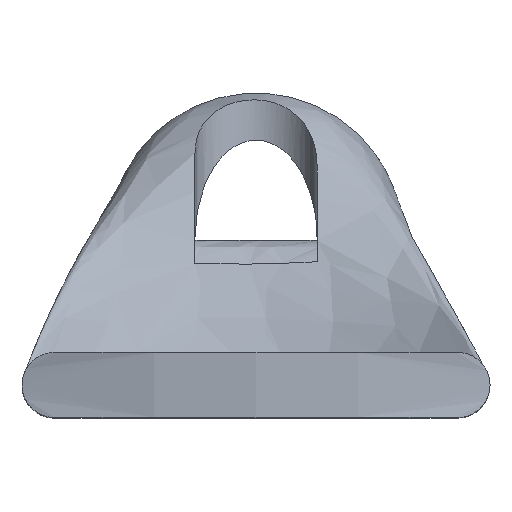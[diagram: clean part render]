
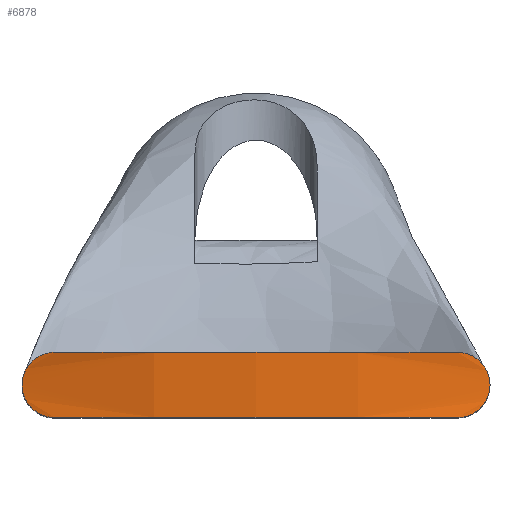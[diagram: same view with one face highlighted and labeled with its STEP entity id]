
A CAD part, top view. The second image highlights one B-rep face of the part: STEP entity #6878.
In plain terms, the highlighted cylindrical face has radius 40 mm (diameter 80 mm), a partial arc.
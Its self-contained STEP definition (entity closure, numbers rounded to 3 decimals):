
#4423=CARTESIAN_POINT('',(-9.9,-5.55,53.256));
#4424=VERTEX_POINT('',#4423);
#4433=CARTESIAN_POINT('',(9.9,-5.55,53.256));
#4434=VERTEX_POINT('',#4433);
#4435=CARTESIAN_POINT('',(0.,-5.55,14.5));
#4436=DIRECTION('',(0.,1.,0.));
#4437=DIRECTION('',(0.288,0.,-0.958));
#4438=AXIS2_PLACEMENT_3D('',#4435,#4436,#4437);
#4439=CIRCLE('',#4438,40.0);
#4440=EDGE_CURVE('',#4424,#4434,#4439,.T.);
#6756=CARTESIAN_POINT('',(9.9,-8.75,53.256));
#6757=VERTEX_POINT('',#6756);
#6764=CARTESIAN_POINT('',(-9.9,-8.75,53.256));
#6765=VERTEX_POINT('',#6764);
#6766=CARTESIAN_POINT('',(0.,-8.75,14.5));
#6767=DIRECTION('',(0.,-1.,0.));
#6768=DIRECTION('',(0.288,0.,-0.958));
#6769=AXIS2_PLACEMENT_3D('',#6766,#6767,#6768);
#6770=CIRCLE('',#6769,40.0);
#6771=EDGE_CURVE('',#6757,#6765,#6770,.T.);
#6791=CARTESIAN_POINT('',(-11.5,-7.15,52.811));
#6792=VERTEX_POINT('',#6791);
#6793=CARTESIAN_POINT('',(-11.5,-7.15,52.811));
#6794=CARTESIAN_POINT('',(-11.5,-6.949,52.811));
#6795=CARTESIAN_POINT('',(-11.46,-6.736,52.823));
#6796=CARTESIAN_POINT('',(-11.299,-6.345,52.871));
#6797=CARTESIAN_POINT('',(-11.178,-6.167,52.907));
#6798=CARTESIAN_POINT('',(-10.896,-5.881,52.988));
#6799=CARTESIAN_POINT('',(-10.715,-5.756,53.039));
#6800=CARTESIAN_POINT('',(-10.318,-5.591,53.147));
#6801=CARTESIAN_POINT('',(-10.102,-5.55,53.204));
#6802=CARTESIAN_POINT('',(-9.9,-5.55,53.256));
#6803=B_SPLINE_CURVE_WITH_KNOTS('',3,(#6793,#6794,#6795,#6796,#6797,#6798,#6799,#6800,#6801,#6802),.UNSPECIFIED.,.F.,.U.,(4,2,2,2,4),(0.98,1.04,1.1,1.163,1.226),.UNSPECIFIED.);
#6804=EDGE_CURVE('',#6792,#4424,#6803,.T.);
#6811=CARTESIAN_POINT('',(-9.9,-8.75,53.256));
#6812=CARTESIAN_POINT('',(-10.102,-8.75,53.204));
#6813=CARTESIAN_POINT('',(-10.318,-8.709,53.147));
#6814=CARTESIAN_POINT('',(-10.715,-8.544,53.039));
#6815=CARTESIAN_POINT('',(-10.896,-8.419,52.988));
#6816=CARTESIAN_POINT('',(-11.178,-8.133,52.907));
#6817=CARTESIAN_POINT('',(-11.299,-7.955,52.871));
#6818=CARTESIAN_POINT('',(-11.46,-7.564,52.823));
#6819=CARTESIAN_POINT('',(-11.5,-7.351,52.811));
#6820=CARTESIAN_POINT('',(-11.5,-7.15,52.811));
#6821=B_SPLINE_CURVE_WITH_KNOTS('',3,(#6811,#6812,#6813,#6814,#6815,#6816,#6817,#6818,#6819,#6820),.UNSPECIFIED.,.F.,.U.,(4,2,2,2,4),(0.734,0.797,0.86,0.92,0.98),.UNSPECIFIED.);
#6822=EDGE_CURVE('',#6765,#6792,#6821,.T.);
#6839=CARTESIAN_POINT('',(0.,-5.55,14.5));
#6840=DIRECTION('',(0.,-1.0,0.0));
#6841=DIRECTION('',(0.288,0.,-0.958));
#6842=AXIS2_PLACEMENT_3D('',#6839,#6840,#6841);
#6843=CYLINDRICAL_SURFACE('',#6842,40.);
#6844=CARTESIAN_POINT('',(11.5,-7.15,52.811));
#6845=VERTEX_POINT('',#6844);
#6846=CARTESIAN_POINT('',(11.5,-7.15,52.811));
#6847=CARTESIAN_POINT('',(11.5,-7.351,52.811));
#6848=CARTESIAN_POINT('',(11.46,-7.564,52.823));
#6849=CARTESIAN_POINT('',(11.299,-7.955,52.871));
#6850=CARTESIAN_POINT('',(11.178,-8.133,52.907));
#6851=CARTESIAN_POINT('',(10.896,-8.419,52.988));
#6852=CARTESIAN_POINT('',(10.715,-8.544,53.039));
#6853=CARTESIAN_POINT('',(10.318,-8.709,53.147));
#6854=CARTESIAN_POINT('',(10.102,-8.75,53.204));
#6855=CARTESIAN_POINT('',(9.9,-8.75,53.256));
#6856=B_SPLINE_CURVE_WITH_KNOTS('',3,(#6846,#6847,#6848,#6849,#6850,#6851,#6852,#6853,#6854,#6855),.UNSPECIFIED.,.F.,.U.,(4,2,2,2,4),(0.49,0.55,0.61,0.673,0.736),.UNSPECIFIED.);
#6857=EDGE_CURVE('',#6845,#6757,#6856,.T.);
#6858=ORIENTED_EDGE('',*,*,#6857,.F.);
#6859=CARTESIAN_POINT('',(9.9,-5.55,53.256));
#6860=CARTESIAN_POINT('',(10.102,-5.55,53.204));
#6861=CARTESIAN_POINT('',(10.318,-5.591,53.147));
#6862=CARTESIAN_POINT('',(10.715,-5.756,53.039));
#6863=CARTESIAN_POINT('',(10.896,-5.881,52.988));
#6864=CARTESIAN_POINT('',(11.178,-6.167,52.907));
#6865=CARTESIAN_POINT('',(11.299,-6.345,52.871));
#6866=CARTESIAN_POINT('',(11.46,-6.736,52.823));
#6867=CARTESIAN_POINT('',(11.5,-6.949,52.811));
#6868=CARTESIAN_POINT('',(11.5,-7.15,52.811));
#6869=B_SPLINE_CURVE_WITH_KNOTS('',3,(#6859,#6860,#6861,#6862,#6863,#6864,#6865,#6866,#6867,#6868),.UNSPECIFIED.,.F.,.U.,(4,2,2,2,4),(0.244,0.307,0.37,0.43,0.49),.UNSPECIFIED.);
#6870=EDGE_CURVE('',#4434,#6845,#6869,.T.);
#6871=ORIENTED_EDGE('',*,*,#6870,.F.);
#6872=ORIENTED_EDGE('',*,*,#4440,.F.);
#6873=ORIENTED_EDGE('',*,*,#6804,.F.);
#6874=ORIENTED_EDGE('',*,*,#6822,.F.);
#6875=ORIENTED_EDGE('',*,*,#6771,.F.);
#6876=EDGE_LOOP('',(#6858,#6871,#6872,#6873,#6874,#6875));
#6877=FACE_OUTER_BOUND('',#6876,.T.);
#6878=ADVANCED_FACE('',(#6877),#6843,.T.);
